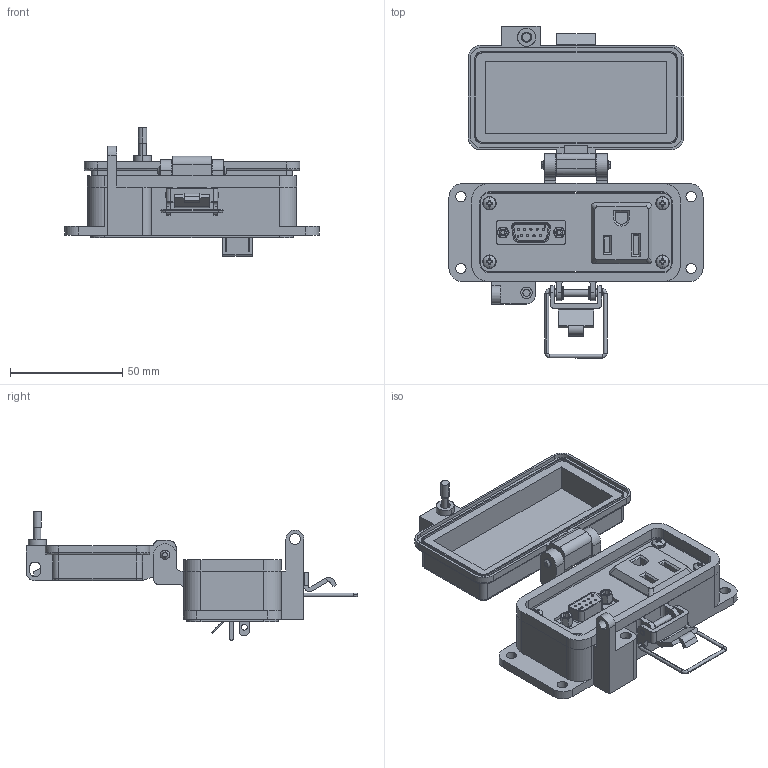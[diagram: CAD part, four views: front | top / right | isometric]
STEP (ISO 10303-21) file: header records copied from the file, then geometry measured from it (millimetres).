
FILE_DESCRIPTION (( 'STEP AP203' ), '1' );
FILE_NAME ('P-Q3-F3R0_3D.STEP', '2020-03-12T15:41:44', ( '' ), ( '' ), 'SwSTEP 2.0', 'SolidWorks 2019', '' );
FILE_SCHEMA (( 'CONFIG_CONTROL_DESIGN' ));
Length unit declared in the file: millimetre
Products named in the file (11): Q3; P-Q3-F3R0_BP240_1; P-Q3-F3R0_3D; Z-200-OTLT-R0SQ; P-Q3-F3R0_TP060_1; R; Z-000-4243316TFP; Z-H-F3_B; 92005A124_METRIC PAN HEAD PHILLIPS MACHINE SCREW_92005A124; P-Q3-F3R0_FP060_1; -F3
Assembly tree (14 placements, depth 3):
  P-Q3-F3R0_3D
    P-Q3-F3R0_BP240_1
    P-Q3-F3R0_TP060_1
    Z-000-4243316TFP  x2
    Q3
    P-Q3-F3R0_FP060_1
    R
      Z-200-OTLT-R0SQ
    -F3
      Z-H-F3_B
    92005A124_METRIC PAN HEAD PHILLIPS MACHINE SCREW_92005A124  x4
Bounding box: 113 x 147.61 x 57.27 mm (x, y, z)
Volume: 96003 mm3; surface area: 74011.5 mm2
Topology: 27 solids, 27 shells, 2149 faces, 5887 edges, 3858 vertices
Faces by surface type: cylinder 1003, plane 760, bspline 239, cone 123, torus 16, sphere 8
Entity records: 60109 total; most frequent: CARTESIAN_POINT 22073, ORIENTED_EDGE 8276, DIRECTION 6800, EDGE_CURVE 4138, VERTEX_POINT 2701, LINE 2378, VECTOR 2378, AXIS2_PLACEMENT_3D 2211
